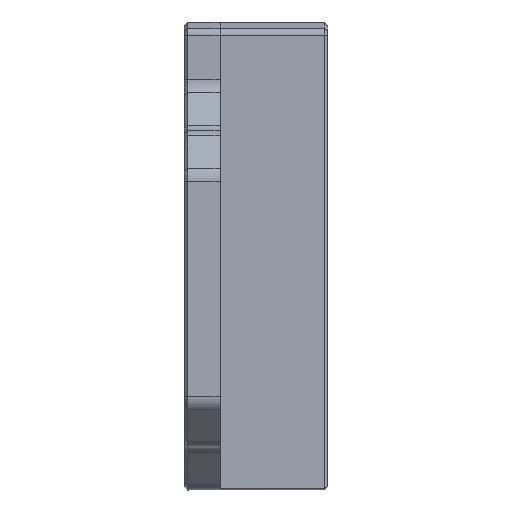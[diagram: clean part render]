
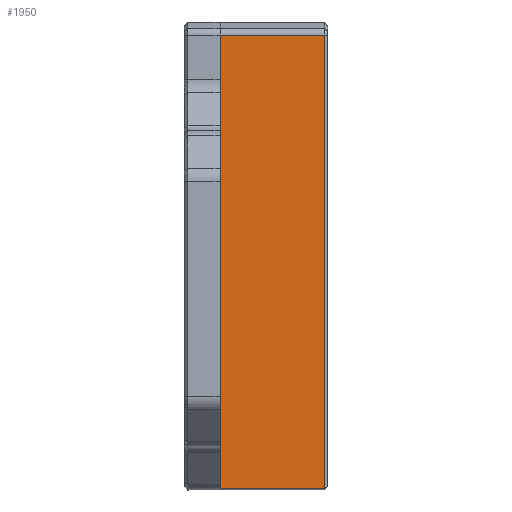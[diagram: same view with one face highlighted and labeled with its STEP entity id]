
A CAD part, left-side view. The second image highlights one B-rep face of the part: STEP entity #1950.
In plain terms, the highlighted planar face has unit normal (-1, 0, 0).
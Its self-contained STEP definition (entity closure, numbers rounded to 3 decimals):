
#212=FACE_OUTER_BOUND('',#334,.T.);
#334=EDGE_LOOP('',(#1451,#1452,#1453,#1454));
#472=LINE('',#3340,#666);
#493=LINE('',#3405,#687);
#494=LINE('',#3408,#688);
#495=LINE('',#3409,#689);
#666=VECTOR('',#2393,10.);
#687=VECTOR('',#2464,10.);
#688=VECTOR('',#2467,10.);
#689=VECTOR('',#2468,10.);
#860=VERTEX_POINT('',#3338);
#861=VERTEX_POINT('',#3339);
#880=VERTEX_POINT('',#3403);
#881=VERTEX_POINT('',#3407);
#1060=EDGE_CURVE('',#860,#861,#472,.T.);
#1094=EDGE_CURVE('',#861,#880,#493,.T.);
#1095=EDGE_CURVE('',#881,#880,#494,.T.);
#1096=EDGE_CURVE('',#881,#860,#495,.T.);
#1451=ORIENTED_EDGE('',*,*,#1060,.T.);
#1452=ORIENTED_EDGE('',*,*,#1094,.T.);
#1453=ORIENTED_EDGE('',*,*,#1095,.F.);
#1454=ORIENTED_EDGE('',*,*,#1096,.T.);
#1870=PLANE('',#2108);
#1950=ADVANCED_FACE('',(#212),#1870,.F.);
#2108=AXIS2_PLACEMENT_3D('',#3406,#2465,#2466);
#2393=DIRECTION('',(0.,0.,1.));
#2464=DIRECTION('',(0.,1.,0.));
#2465=DIRECTION('center_axis',(1.,0.,0.));
#2466=DIRECTION('ref_axis',(0.,0.,1.));
#2467=DIRECTION('',(0.,0.,1.));
#2468=DIRECTION('',(0.,-1.,0.));
#3338=CARTESIAN_POINT('',(120.2,325.5,-52.775));
#3339=CARTESIAN_POINT('',(120.2,325.5,10.288));
#3340=CARTESIAN_POINT('',(120.2,325.5,-19.621));
#3403=CARTESIAN_POINT('',(120.2,340.,10.288));
#3405=CARTESIAN_POINT('',(120.2,345.,10.288));
#3406=CARTESIAN_POINT('Origin',(120.2,345.,13.757));
#3407=CARTESIAN_POINT('',(120.2,340.,-52.775));
#3408=CARTESIAN_POINT('',(120.2,340.,-5.621));
#3409=CARTESIAN_POINT('',(120.2,331.,-52.775));
